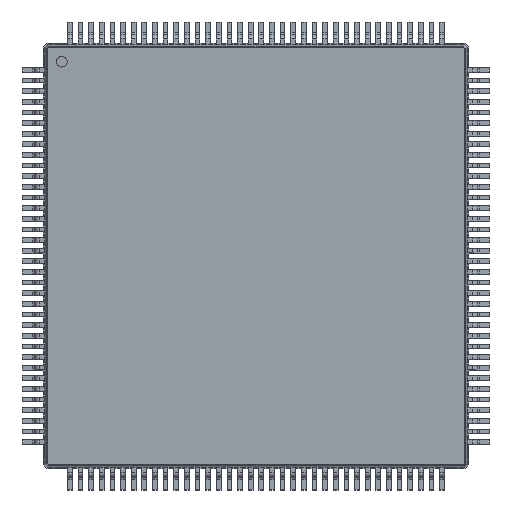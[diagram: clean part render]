
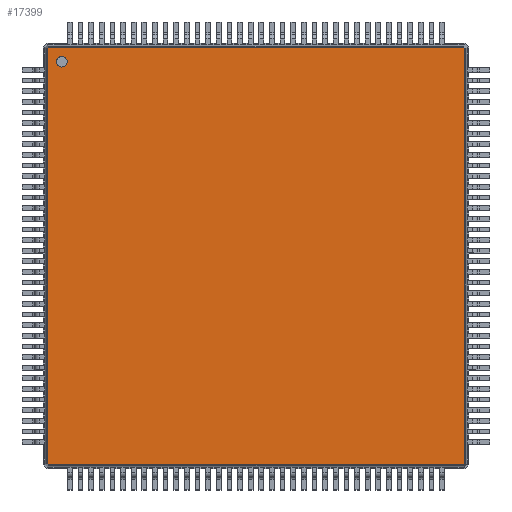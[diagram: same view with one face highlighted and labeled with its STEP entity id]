
A CAD part, top view. The second image highlights one B-rep face of the part: STEP entity #17399.
In plain terms, the highlighted planar face has unit normal (0, 0, 1).
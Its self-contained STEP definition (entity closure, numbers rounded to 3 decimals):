
#12=DIRECTION('',(0.,0.,1.));
#542=DIRECTION('',(0.,-1.,0.));
#2127=CARTESIAN_POINT('',(-9.74,9.829,1.1));
#8322=VERTEX_POINT('',#8323);
#8323=CARTESIAN_POINT('',(-9.724,9.789,1.1));
#8616=EDGE_CURVE('',#8322,#8617,#8619,.T.);
#8617=VERTEX_POINT('',#8618);
#8618=CARTESIAN_POINT('',(9.724,9.789,1.1));
#8619=B_SPLINE_CURVE_WITH_KNOTS('',2,(#8620,#8621,#8622,#8623,#8624),.UNSPECIFIED.,.F.,.F.,(3,1,1,3),(-0.994,-0.04,19.52,20.474),.UNSPECIFIED.);
#8620=CARTESIAN_POINT('',(-10.734,9.789,1.1));
#8621=CARTESIAN_POINT('',(-10.257,9.789,1.1));
#8622=CARTESIAN_POINT('',(0.,9.789,1.1));
#8623=CARTESIAN_POINT('',(10.257,9.789,1.1));
#8624=CARTESIAN_POINT('',(10.734,9.789,1.1));
#16781=EDGE_CURVE('',#8617,#16782,#16784,.T.);
#16782=VERTEX_POINT('',#16783);
#16783=CARTESIAN_POINT('',(9.789,9.724,1.1));
#16784=B_SPLINE_CURVE_WITH_KNOTS('',2,(#16785,#16786,#16787,#16788,#16789),.UNSPECIFIED.,.F.,.F.,(3,1,1,3),(-0.402,-0.04,0.167,0.528),.UNSPECIFIED.);
#16785=CARTESIAN_POINT('',(9.427,10.085,1.1));
#16786=CARTESIAN_POINT('',(9.555,9.957,1.1));
#16787=CARTESIAN_POINT('',(9.756,9.756,1.1));
#16788=CARTESIAN_POINT('',(9.957,9.555,1.1));
#16789=CARTESIAN_POINT('',(10.085,9.427,1.1));
#17091=VERTEX_POINT('',#17092);
#17092=CARTESIAN_POINT('',(-9.789,9.724,1.1));
#17385=EDGE_CURVE('',#17091,#8322,#17386,.T.);
#17386=B_SPLINE_CURVE_WITH_KNOTS('',2,(#17387,#17388,#17389,#17390,#17391),.UNSPECIFIED.,.F.,.F.,(3,1,1,3),(-0.402,-0.04,0.167,0.528),.UNSPECIFIED.);
#17387=CARTESIAN_POINT('',(-10.085,9.427,1.1));
#17388=CARTESIAN_POINT('',(-9.957,9.555,1.1));
#17389=CARTESIAN_POINT('',(-9.756,9.756,1.1));
#17390=CARTESIAN_POINT('',(-9.555,9.957,1.1));
#17391=CARTESIAN_POINT('',(-9.427,10.085,1.1));
#17399=ADVANCED_FACE('',(#17400,#17453),#17463,.T.);
#17400=FACE_BOUND('',#17401,.T.);
#17401=EDGE_LOOP('',(#17402,#17414,#17424,#17434,#17442,#17443,#17444,#17445));
#17402=ORIENTED_EDGE('',*,*,#17403,.F.);
#17403=EDGE_CURVE('',#17404,#17406,#17408,.T.);
#17404=VERTEX_POINT('',#17405);
#17405=CARTESIAN_POINT('',(-9.724,-9.789,1.1));
#17406=VERTEX_POINT('',#17407);
#17407=CARTESIAN_POINT('',(-9.789,-9.724,1.1));
#17408=B_SPLINE_CURVE_WITH_KNOTS('',2,(#17409,#17410,#17411,#17412,#17413),.UNSPECIFIED.,.F.,.F.,(3,1,1,3),(-0.402,-0.04,0.167,0.528),.UNSPECIFIED.);
#17409=CARTESIAN_POINT('',(-9.427,-10.085,1.1));
#17410=CARTESIAN_POINT('',(-9.555,-9.957,1.1));
#17411=CARTESIAN_POINT('',(-9.756,-9.756,1.1));
#17412=CARTESIAN_POINT('',(-9.957,-9.555,1.1));
#17413=CARTESIAN_POINT('',(-10.085,-9.427,1.1));
#17414=ORIENTED_EDGE('',*,*,#17415,.F.);
#17415=EDGE_CURVE('',#17416,#17404,#17418,.T.);
#17416=VERTEX_POINT('',#17417);
#17417=CARTESIAN_POINT('',(9.724,-9.789,1.1));
#17418=B_SPLINE_CURVE_WITH_KNOTS('',2,(#17419,#17420,#17421,#17422,#17423),.UNSPECIFIED.,.F.,.F.,(3,1,1,3),(-0.994,-0.04,19.52,20.474),.UNSPECIFIED.);
#17419=CARTESIAN_POINT('',(10.734,-9.789,1.1));
#17420=CARTESIAN_POINT('',(10.257,-9.789,1.1));
#17421=CARTESIAN_POINT('',(0.,-9.789,1.1));
#17422=CARTESIAN_POINT('',(-10.257,-9.789,1.1));
#17423=CARTESIAN_POINT('',(-10.734,-9.789,1.1));
#17424=ORIENTED_EDGE('',*,*,#17425,.F.);
#17425=EDGE_CURVE('',#17426,#17416,#17428,.T.);
#17426=VERTEX_POINT('',#17427);
#17427=CARTESIAN_POINT('',(9.789,-9.724,1.1));
#17428=B_SPLINE_CURVE_WITH_KNOTS('',2,(#17429,#17430,#17431,#17432,#17433),.UNSPECIFIED.,.F.,.F.,(3,1,1,3),(-0.402,-0.04,0.167,0.528),.UNSPECIFIED.);
#17429=CARTESIAN_POINT('',(10.085,-9.427,1.1));
#17430=CARTESIAN_POINT('',(9.957,-9.555,1.1));
#17431=CARTESIAN_POINT('',(9.756,-9.756,1.1));
#17432=CARTESIAN_POINT('',(9.555,-9.957,1.1));
#17433=CARTESIAN_POINT('',(9.427,-10.085,1.1));
#17434=ORIENTED_EDGE('',*,*,#17435,.F.);
#17435=EDGE_CURVE('',#16782,#17426,#17436,.T.);
#17436=B_SPLINE_CURVE_WITH_KNOTS('',2,(#17437,#17438,#17439,#17440,#17441),.UNSPECIFIED.,.F.,.F.,(3,1,1,3),(-0.994,-0.04,19.52,20.474),.UNSPECIFIED.);
#17437=CARTESIAN_POINT('',(9.789,10.734,1.1));
#17438=CARTESIAN_POINT('',(9.789,10.257,1.1));
#17439=CARTESIAN_POINT('',(9.789,0.,1.1));
#17440=CARTESIAN_POINT('',(9.789,-10.257,1.1));
#17441=CARTESIAN_POINT('',(9.789,-10.734,1.1));
#17442=ORIENTED_EDGE('',*,*,#16781,.F.);
#17443=ORIENTED_EDGE('',*,*,#8616,.F.);
#17444=ORIENTED_EDGE('',*,*,#17385,.F.);
#17445=ORIENTED_EDGE('',*,*,#17446,.F.);
#17446=EDGE_CURVE('',#17406,#17091,#17447,.T.);
#17447=B_SPLINE_CURVE_WITH_KNOTS('',2,(#17448,#17449,#17450,#17451,#17452),.UNSPECIFIED.,.F.,.F.,(3,1,1,3),(-0.994,-0.04,19.52,20.474),.UNSPECIFIED.);
#17448=CARTESIAN_POINT('',(-9.789,-10.734,1.1));
#17449=CARTESIAN_POINT('',(-9.789,-10.257,1.1));
#17450=CARTESIAN_POINT('',(-9.789,0.,1.1));
#17451=CARTESIAN_POINT('',(-9.789,10.257,1.1));
#17452=CARTESIAN_POINT('',(-9.789,10.734,1.1));
#17453=FACE_BOUND('',#17454,.T.);
#17454=EDGE_LOOP('',(#17455));
#17455=ORIENTED_EDGE('',*,*,#17456,.F.);
#17456=EDGE_CURVE('',#17457,#17457,#17459,.T.);
#17457=VERTEX_POINT('',#17458);
#17458=CARTESIAN_POINT('',(-9.129,8.879,1.1));
#17459=CIRCLE('',#17460,0.25);
#17460=AXIS2_PLACEMENT_3D('',#17461,#17462,#542);
#17461=CARTESIAN_POINT('',(-9.129,9.129,1.1));
#17462=DIRECTION('',(-0.,0.,1.));
#17463=PLANE('',#17464);
#17464=AXIS2_PLACEMENT_3D('',#2127,#12,#17465);
#17465=DIRECTION('',(0.704,-0.71,0.));
